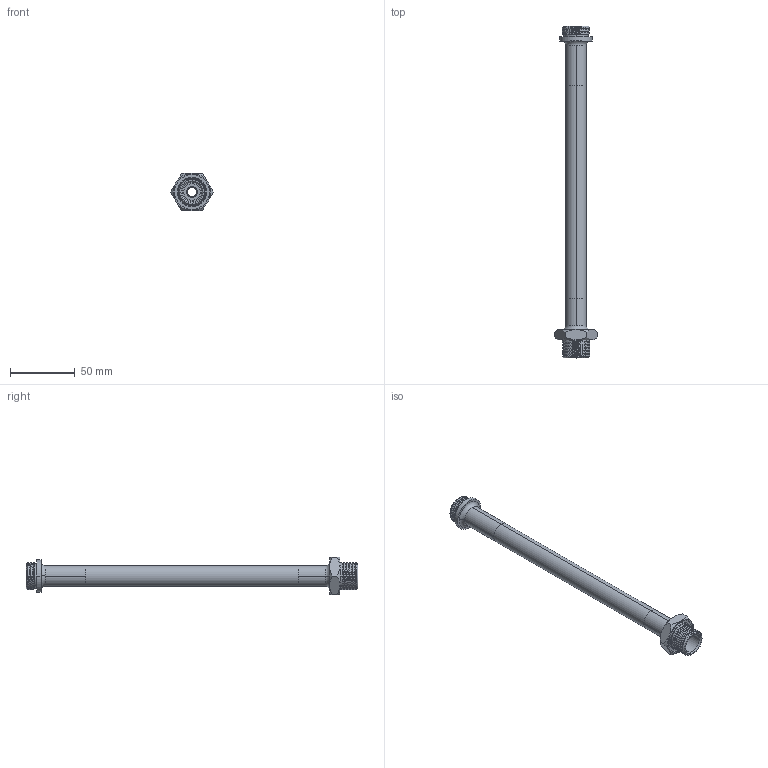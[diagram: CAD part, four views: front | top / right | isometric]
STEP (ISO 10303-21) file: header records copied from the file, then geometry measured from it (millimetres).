
FILE_DESCRIPTION((''),'2;1');
FILE_NAME('180949_ASM','2014-05-15T',('pdmadmin'),(''),'PRO/ENGINEER BY PARAMETRIC TECHNOLOGY CORPORATION, 2013230','PRO/ENGINEER BY PARAMETRIC TECHNOLOGY CORPORATION, 2013230','');
FILE_SCHEMA(('CONFIG_CONTROL_DESIGN'));
Length unit declared in the file: inch
Products named in the file (6): 180946_1_2_NPSM; 180946_FLEXARM; 180946_VINYL_CLAD; 180946_1_2_NPSM_STRAIGHT; 180946_ASM; 180949_ASM
Assembly tree (5 placements, depth 3):
  180949_ASM
    180946_ASM
      180946_1_2_NPSM
      180946_FLEXARM
      180946_VINYL_CLAD
      180946_1_2_NPSM_STRAIGHT
Bounding box: 33 x 255.7 x 28.57 mm (x, y, z)
Volume: 46322 mm3; surface area: 40103.4 mm2
Topology: 4 solids, 4 shells, 255 faces, 584 edges, 345 vertices
Faces by surface type: bspline 161, cylinder 43, plane 25, cone 20, torus 6
Entity records: 42643 total; most frequent: CARTESIAN_POINT 37713, ORIENTED_EDGE 1168, DIRECTION 632, EDGE_CURVE 584, VERTEX_POINT 345, EDGE_LOOP 271, B_SPLINE_CURVE_WITH_KNOTS 265, FACE_OUTER_BOUND 255
